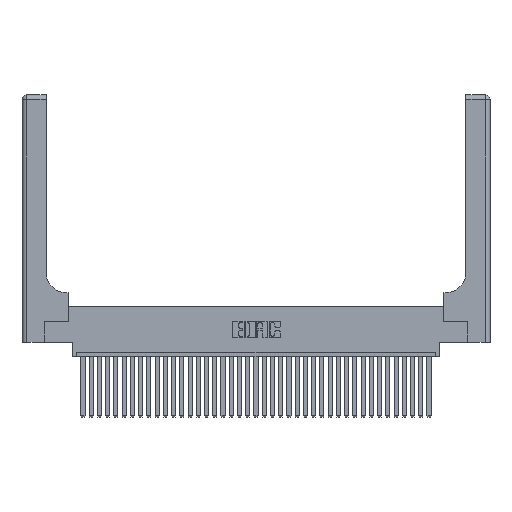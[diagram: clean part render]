
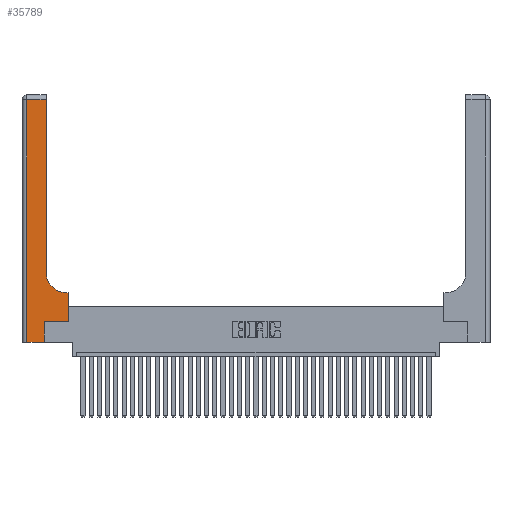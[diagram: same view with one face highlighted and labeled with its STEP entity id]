
A CAD part, top view. The second image highlights one B-rep face of the part: STEP entity #35789.
In plain terms, the highlighted planar face has unit normal (0, 0, 1).
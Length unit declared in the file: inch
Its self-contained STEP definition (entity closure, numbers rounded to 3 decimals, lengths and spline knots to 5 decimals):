
#109 = DIRECTION ( 'NONE',  ( 0., 1., 0. ) ) ;
#219 = CARTESIAN_POINT ( 'NONE',  ( 0.2915, 3., 0.37 ) ) ;
#1661 = CARTESIAN_POINT ( 'NONE',  ( 0.2915, 0.85, 0.37 ) ) ;
#1806 = CARTESIAN_POINT ( 'NONE',  ( 0.5415, 0.6, 0.37 ) ) ;
#2045 = CARTESIAN_POINT ( 'NONE',  ( 0.06, 0., 0.37 ) ) ;
#4860 = CARTESIAN_POINT ( 'NONE',  ( 0.269, 0.25, 0.37 ) ) ;
#5145 = EDGE_LOOP ( 'NONE', ( #28334, #9711, #22503, #19458, #33419, #27201, #6125, #33383, #21547 ) ) ;
#5491 = PLANE ( 'NONE',  #12323 ) ;
#5682 = CARTESIAN_POINT ( 'NONE',  ( 0.2915, 0.6, 0.37 ) ) ;
#6125 = ORIENTED_EDGE ( 'NONE', *, *, #19325, .T. ) ;
#6717 = DIRECTION ( 'NONE',  ( 1., 0., 0. ) ) ;
#7897 = LINE ( 'NONE', #12788, #29998 ) ;
#7980 = VECTOR ( 'NONE', #31399, 39.37008 ) ;
#8029 = VERTEX_POINT ( 'NONE', #1806 ) ;
#8625 = DIRECTION ( 'NONE',  ( 0., 0., -1. ) ) ;
#9064 = CARTESIAN_POINT ( 'NONE',  ( 0.5415, 0.85, 0.37 ) ) ;
#9711 = ORIENTED_EDGE ( 'NONE', *, *, #15487, .T. ) ;
#10590 = VERTEX_POINT ( 'NONE', #17934 ) ;
#10671 = LINE ( 'NONE', #5682, #7980 ) ;
#12323 = AXIS2_PLACEMENT_3D ( 'NONE', #19988, #8625, #28808 ) ;
#12621 = CARTESIAN_POINT ( 'NONE',  ( 0.5585, 0.25, 0.37 ) ) ;
#12788 = CARTESIAN_POINT ( 'NONE',  ( 0., 0., 0.37 ) ) ;
#12979 = EDGE_CURVE ( 'NONE', #8029, #16913, #36391, .T. ) ;
#13368 = EDGE_CURVE ( 'NONE', #10590, #8029, #10671, .T. ) ;
#13587 = LINE ( 'NONE', #4860, #35619 ) ;
#14200 = VERTEX_POINT ( 'NONE', #14308 ) ;
#14287 = LINE ( 'NONE', #12621, #35429 ) ;
#14308 = CARTESIAN_POINT ( 'NONE',  ( 0.06, 2.94, 0.37 ) ) ;
#14756 = EDGE_CURVE ( 'NONE', #18422, #29092, #13587, .T. ) ;
#14890 = EDGE_CURVE ( 'NONE', #16913, #24994, #15571, .T. ) ;
#15055 = VECTOR ( 'NONE', #23056, 39.37008 ) ;
#15487 = EDGE_CURVE ( 'NONE', #24994, #14200, #25442, .T. ) ;
#15571 = LINE ( 'NONE', #219, #29053 ) ;
#16913 = VERTEX_POINT ( 'NONE', #1661 ) ;
#16968 = AXIS2_PLACEMENT_3D ( 'NONE', #9064, #17415, #25881 ) ;
#17415 = DIRECTION ( 'NONE',  ( 0., 0., -1. ) ) ;
#17562 = FACE_OUTER_BOUND ( 'NONE', #5145, .T. ) ;
#17599 = CARTESIAN_POINT ( 'NONE',  ( 0., 2.94, 0.37 ) ) ;
#17934 = CARTESIAN_POINT ( 'NONE',  ( 0.5585, 0.6, 0.37 ) ) ;
#18422 = VERTEX_POINT ( 'NONE', #19275 ) ;
#18610 = DIRECTION ( 'NONE',  ( 1., 0., 0. ) ) ;
#19275 = CARTESIAN_POINT ( 'NONE',  ( 0.269, 0.25, 0.37 ) ) ;
#19325 = EDGE_CURVE ( 'NONE', #29092, #10590, #14287, .T. ) ;
#19458 = ORIENTED_EDGE ( 'NONE', *, *, #20217, .T. ) ;
#19988 = CARTESIAN_POINT ( 'NONE',  ( 0., 3., 0.37 ) ) ;
#20217 = EDGE_CURVE ( 'NONE', #27568, #26443, #7897, .T. ) ;
#21009 = CARTESIAN_POINT ( 'NONE',  ( 0.2915, 2.94, 0.37 ) ) ;
#21530 = LINE ( 'NONE', #27043, #33676 ) ;
#21547 = ORIENTED_EDGE ( 'NONE', *, *, #12979, .T. ) ;
#22251 = CARTESIAN_POINT ( 'NONE',  ( 0.269, 0., 0.37 ) ) ;
#22503 = ORIENTED_EDGE ( 'NONE', *, *, #24193, .T. ) ;
#22896 = CARTESIAN_POINT ( 'NONE',  ( 0.06, 3., 0.37 ) ) ;
#23056 = DIRECTION ( 'NONE',  ( -1., 0., 0. ) ) ;
#24193 = EDGE_CURVE ( 'NONE', #14200, #27568, #33221, .T. ) ;
#24252 = DIRECTION ( 'NONE',  ( 0., 1., 0. ) ) ;
#24568 = EDGE_CURVE ( 'NONE', #26443, #18422, #21530, .T. ) ;
#24994 = VERTEX_POINT ( 'NONE', #21009 ) ;
#25442 = LINE ( 'NONE', #17599, #15055 ) ;
#25574 = VECTOR ( 'NONE', #34203, 39.37008 ) ;
#25881 = DIRECTION ( 'NONE',  ( 1., 0., 0. ) ) ;
#26443 = VERTEX_POINT ( 'NONE', #22251 ) ;
#27043 = CARTESIAN_POINT ( 'NONE',  ( 0.269, 0., 0.37 ) ) ;
#27201 = ORIENTED_EDGE ( 'NONE', *, *, #14756, .T. ) ;
#27568 = VERTEX_POINT ( 'NONE', #2045 ) ;
#28334 = ORIENTED_EDGE ( 'NONE', *, *, #14890, .T. ) ;
#28808 = DIRECTION ( 'NONE',  ( -1., 0., 0. ) ) ;
#29053 = VECTOR ( 'NONE', #109, 39.37008 ) ;
#29092 = VERTEX_POINT ( 'NONE', #29515 ) ;
#29515 = CARTESIAN_POINT ( 'NONE',  ( 0.5585, 0.25, 0.37 ) ) ;
#29998 = VECTOR ( 'NONE', #18610, 39.37008 ) ;
#31399 = DIRECTION ( 'NONE',  ( -1., 0., 0. ) ) ;
#32353 = DIRECTION ( 'NONE',  ( 0., 1., 0. ) ) ;
#33221 = LINE ( 'NONE', #22896, #25574 ) ;
#33383 = ORIENTED_EDGE ( 'NONE', *, *, #13368, .T. ) ;
#33419 = ORIENTED_EDGE ( 'NONE', *, *, #24568, .T. ) ;
#33676 = VECTOR ( 'NONE', #24252, 39.37008 ) ;
#34203 = DIRECTION ( 'NONE',  ( 0., -1., 0. ) ) ;
#35429 = VECTOR ( 'NONE', #32353, 39.37008 ) ;
#35619 = VECTOR ( 'NONE', #6717, 39.37008 ) ;
#35789 = ADVANCED_FACE ( 'NONE', ( #17562 ), #5491, .F. ) ;
#36391 = CIRCLE ( 'NONE', #16968, 0.25 ) ;
